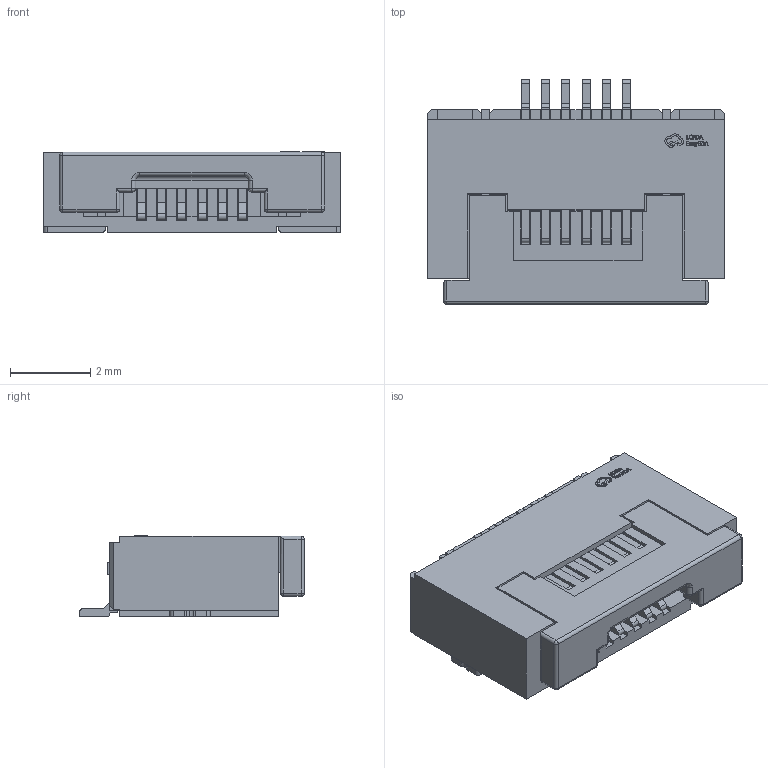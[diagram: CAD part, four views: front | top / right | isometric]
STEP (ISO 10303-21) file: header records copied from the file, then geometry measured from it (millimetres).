
FILE_DESCRIPTION (( 'STEP AP214' ), '1' );
FILE_NAME ('FPC-SMD_6P-P0.50_XUNPU_FPC-05F-6PH20.step', '2022-07-06T12:00:04', ( '' ), ( '' ), 'SwSTEP 2.0', 'SolidWorks 2020', '' );
FILE_SCHEMA (( 'AUTOMOTIVE_DESIGN' ));
Length unit declared in the file: millimetre
Products named in the file (1): FPC-SMD_6P-P0.50_XUNPU_FPC-05F-6PH20
Bounding box: 7.4 x 5.6 x 2.01 mm (x, y, z)
Volume: 48.1 mm3; surface area: 327.1 mm2
Topology: 10 solids, 10 shells, 682 faces, 1916 edges, 1254 vertices
Faces by surface type: plane 489, bspline 112, cylinder 71, sphere 8, torus 2
Entity records: 30585 total; most frequent: CARTESIAN_POINT 6107, ORIENTED_EDGE 3812, DIRECTION 2936, EDGE_CURVE 1906, LINE 1546, VECTOR 1546, VERTEX_POINT 1254, EDGE_LOOP 708
